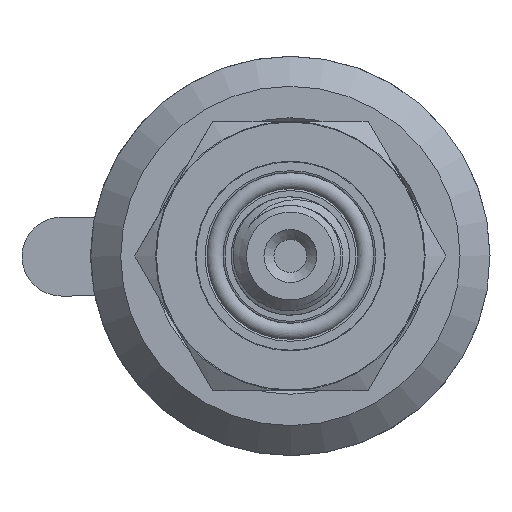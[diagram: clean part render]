
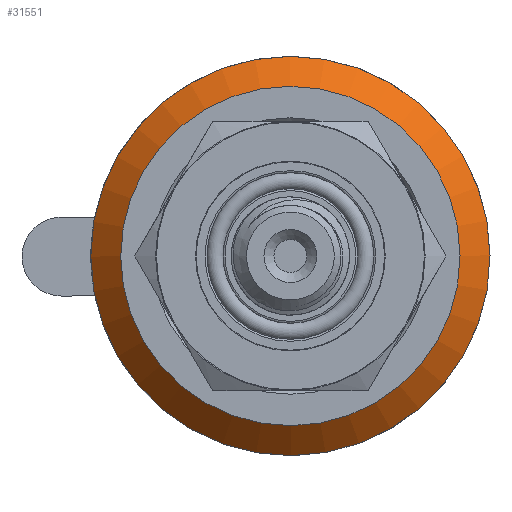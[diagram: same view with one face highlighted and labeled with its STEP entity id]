
A CAD part, left-side view. The second image highlights one B-rep face of the part: STEP entity #31551.
In plain terms, the highlighted conical face has half-angle 45 degrees and reference radius 18.5 mm.
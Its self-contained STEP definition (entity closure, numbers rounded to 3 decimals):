
#336=CONICAL_SURFACE('',#33641,18.5,0.785);
#3345=FACE_OUTER_BOUND('',#5161,.T.);
#5161=EDGE_LOOP('',(#29163,#29164,#29165,#29166));
#5862=CIRCLE('',#33640,20.);
#5863=CIRCLE('',#33642,17.);
#9729=LINE('',#80672,#12688);
#12688=VECTOR('',#40545,18.5);
#15667=VERTEX_POINT('',#80667);
#15668=VERTEX_POINT('',#80671);
#20202=EDGE_CURVE('',#15667,#15667,#5862,.T.);
#20203=EDGE_CURVE('',#15667,#15668,#9729,.T.);
#20204=EDGE_CURVE('',#15668,#15668,#5863,.T.);
#29163=ORIENTED_EDGE('',*,*,#20202,.F.);
#29164=ORIENTED_EDGE('',*,*,#20203,.T.);
#29165=ORIENTED_EDGE('',*,*,#20204,.T.);
#29166=ORIENTED_EDGE('',*,*,#20203,.F.);
#31551=ADVANCED_FACE('',(#3345),#336,.T.);
#33640=AXIS2_PLACEMENT_3D('',#80669,#40541,#40542);
#33641=AXIS2_PLACEMENT_3D('',#80670,#40543,#40544);
#33642=AXIS2_PLACEMENT_3D('',#80673,#40546,#40547);
#40541=DIRECTION('center_axis',(-1.,0.,0.));
#40542=DIRECTION('ref_axis',(0.,0.,
-1.));
#40543=DIRECTION('center_axis',(-1.,0.,0.));
#40544=DIRECTION('ref_axis',(0.,-1.,0.));
#40545=DIRECTION('',(0.707,-0.707,0.));
#40546=DIRECTION('center_axis',(-1.,0.,0.));
#40547=DIRECTION('ref_axis',(0.,0.,
-1.));
#80667=CARTESIAN_POINT('',(21.,20.,0.));
#80669=CARTESIAN_POINT('Origin',(21.,0.,0.));
#80670=CARTESIAN_POINT('Origin',(22.5,0.,0.));
#80671=CARTESIAN_POINT('',(24.,17.,0.));
#80672=CARTESIAN_POINT('',(22.5,18.5,0.));
#80673=CARTESIAN_POINT('Origin',(24.,0.,0.));
